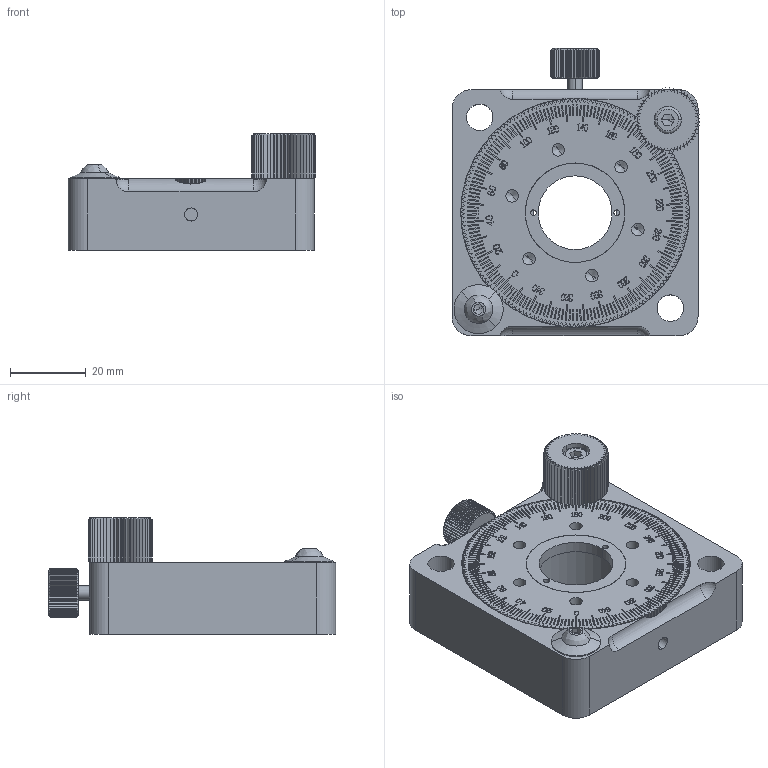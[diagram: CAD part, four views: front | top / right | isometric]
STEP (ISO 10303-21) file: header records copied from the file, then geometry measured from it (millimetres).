
FILE_DESCRIPTION (( 'STEP AP203' ), '1' );
FILE_NAME ('06RSA-1.STEP', '2016-05-12T07:10:31', ( '' ), ( '' ), 'SwSTEP 2.0', 'SolidWorks 2016', '' );
FILE_SCHEMA (( 'CONFIG_CONTROL_DESIGN' ));
Products named in the file (1): 06RSA-1
Bounding box: 65.49 x 76 x 30.9 mm (x, y, z)
Volume: 65192.4 mm3; surface area: 36606.3 mm2
Topology: 39 solids, 39 shells, 4030 faces, 11197 edges, 7451 vertices
Faces by surface type: plane 3115, cylinder 555, cone 253, sphere 62, bspline 45
Entity records: 129935 total; most frequent: CARTESIAN_POINT 27101, ORIENTED_EDGE 22084, DIRECTION 19907, EDGE_CURVE 11042, LINE 9081, VECTOR 9081, VERTEX_POINT 7370, AXIS2_PLACEMENT_3D 5413
